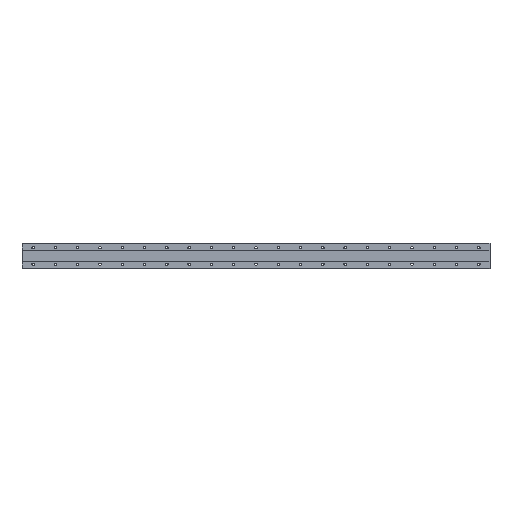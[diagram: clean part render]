
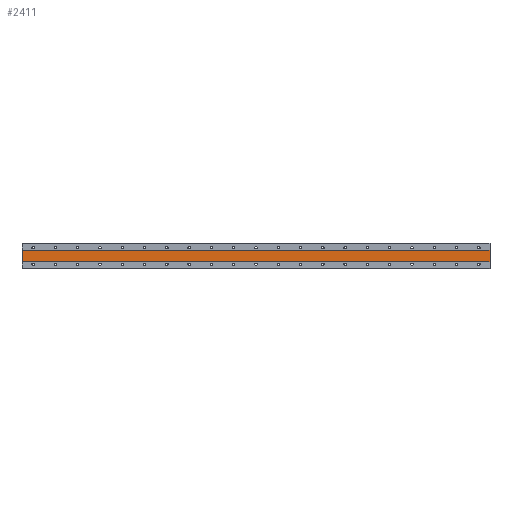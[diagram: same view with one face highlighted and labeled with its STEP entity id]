
A CAD part, front view. The second image highlights one B-rep face of the part: STEP entity #2411.
In plain terms, the highlighted planar face has unit normal (0, -1, 0).
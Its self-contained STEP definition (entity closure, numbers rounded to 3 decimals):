
#3 = LINE ( 'NONE', #3574, #957 ) ;
#67 = LINE ( 'NONE', #5953, #3320 ) ;
#681 = VERTEX_POINT ( 'NONE', #1363 ) ;
#957 = VECTOR ( 'NONE', #5926, 1000. ) ;
#1363 = CARTESIAN_POINT ( 'NONE',  ( -40., 1., -20. ) ) ;
#1552 = ORIENTED_EDGE ( 'NONE', *, *, #4915, .F. ) ;
#1685 = VERTEX_POINT ( 'NONE', #2809 ) ;
#2136 = PLANE ( 'NONE',  #6055 ) ;
#2411 = ADVANCED_FACE ( 'NONE', ( #5988 ), #2136, .F. ) ;
#2809 = CARTESIAN_POINT ( 'NONE',  ( 1640., 1., -20. ) ) ;
#2831 = CARTESIAN_POINT ( 'NONE',  ( -40., 1., 20. ) ) ;
#3320 = VECTOR ( 'NONE', #4764, 1000. ) ;
#3513 = DIRECTION ( 'NONE',  ( 1., 0., 0. ) ) ;
#3574 = CARTESIAN_POINT ( 'NONE',  ( -40., 1., 20. ) ) ;
#3669 = CARTESIAN_POINT ( 'NONE',  ( 1640., 1., 20. ) ) ;
#4168 = LINE ( 'NONE', #5901, #7439 ) ;
#4497 = CARTESIAN_POINT ( 'NONE',  ( 1640., 1., 20. ) ) ;
#4746 = LINE ( 'NONE', #5828, #4941 ) ;
#4764 = DIRECTION ( 'NONE',  ( -1., 0., 0. ) ) ;
#4915 = EDGE_CURVE ( 'NONE', #6358, #1685, #4168, .T. ) ;
#4920 = ORIENTED_EDGE ( 'NONE', *, *, #5413, .F. ) ;
#4941 = VECTOR ( 'NONE', #3513, 1000. ) ;
#4960 = DIRECTION ( 'NONE',  ( 0., 1., 0. ) ) ;
#5413 = EDGE_CURVE ( 'NONE', #681, #7594, #3, .T. ) ;
#5828 = CARTESIAN_POINT ( 'NONE',  ( 1640., 1., 20. ) ) ;
#5901 = CARTESIAN_POINT ( 'NONE',  ( 1640., 1., 20. ) ) ;
#5926 = DIRECTION ( 'NONE',  ( 0., 0., 1. ) ) ;
#5953 = CARTESIAN_POINT ( 'NONE',  ( 1640., 1., -20. ) ) ;
#5977 = EDGE_LOOP ( 'NONE', ( #7058, #1552, #7387, #4920 ) ) ;
#5988 = FACE_OUTER_BOUND ( 'NONE', #5977, .T. ) ;
#5995 = EDGE_CURVE ( 'NONE', #1685, #681, #67, .T. ) ;
#6055 = AXIS2_PLACEMENT_3D ( 'NONE', #4497, #4960, #6866 ) ;
#6358 = VERTEX_POINT ( 'NONE', #3669 ) ;
#6612 = DIRECTION ( 'NONE',  ( 0., 0., -1. ) ) ;
#6866 = DIRECTION ( 'NONE',  ( 0., 0., 1. ) ) ;
#7058 = ORIENTED_EDGE ( 'NONE', *, *, #5995, .F. ) ;
#7127 = EDGE_CURVE ( 'NONE', #7594, #6358, #4746, .T. ) ;
#7387 = ORIENTED_EDGE ( 'NONE', *, *, #7127, .F. ) ;
#7439 = VECTOR ( 'NONE', #6612, 1000. ) ;
#7594 = VERTEX_POINT ( 'NONE', #2831 ) ;
